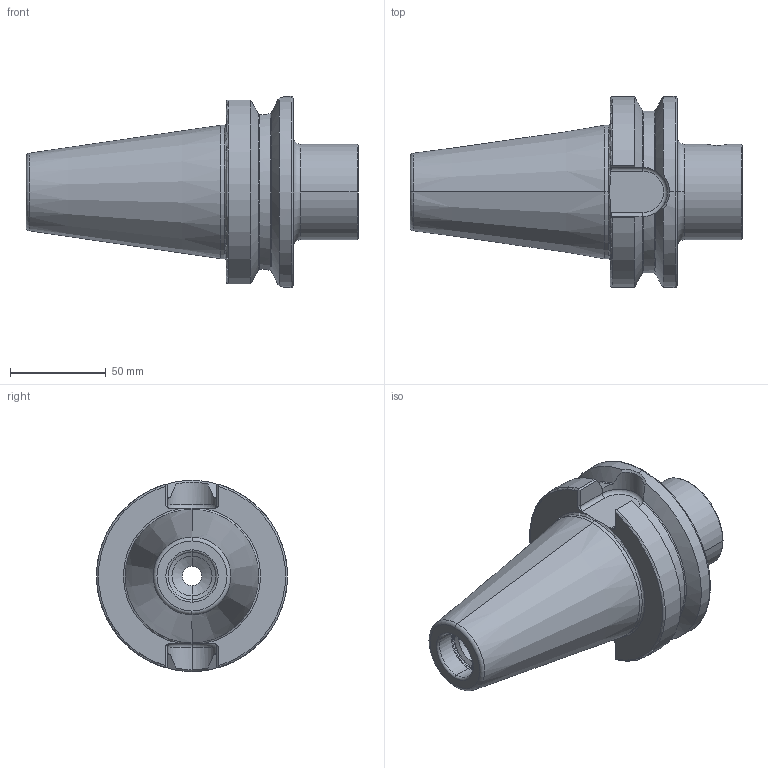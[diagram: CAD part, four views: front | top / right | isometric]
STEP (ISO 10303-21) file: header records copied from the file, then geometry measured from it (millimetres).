
FILE_DESCRIPTION (( 'STEP AP203' ), '1' );
FILE_NAME ('BT5-ST5.K01.072.STEP', '2016-02-12T09:48:47', ( 'SWIAdmin' ), ( 'Hewlett-Packard Company' ), 'SwSTEP 2.0', 'SolidWorks 2015', '' );
FILE_SCHEMA (( 'CONFIG_CONTROL_DESIGN' ));
Length unit declared in the file: millimetre
Products named in the file (2): BT5-ST5.K01.072; BT5-ST5.K01.072_A
Assembly tree (1 placements, depth 2):
  BT5-ST5.K01.072
    BT5-ST5.K01.072_A
Bounding box: 173.8 x 100 x 100 mm (x, y, z)
Volume: 510040.9 mm3; surface area: 59095.4 mm2
Topology: 1 solids, 1 shells, 118 faces, 298 edges, 182 vertices
Faces by surface type: cylinder 38, torus 32, plane 28, cone 14, bspline 6
Entity records: 4489 total; most frequent: CARTESIAN_POINT 1567, ORIENTED_EDGE 596, DIRECTION 560, EDGE_CURVE 298, AXIS2_PLACEMENT_3D 232, VERTEX_POINT 182, EDGE_LOOP 122, FACE_OUTER_BOUND 118
